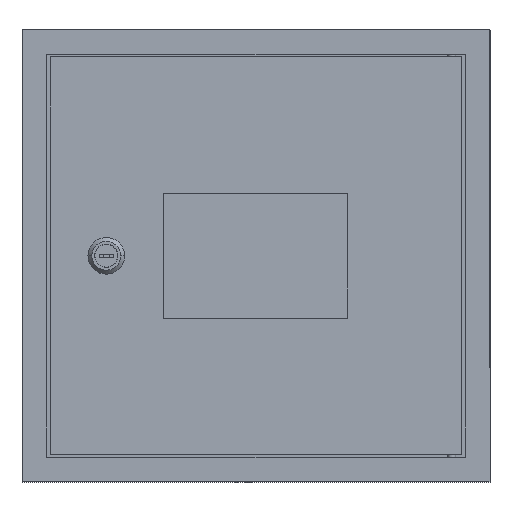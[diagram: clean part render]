
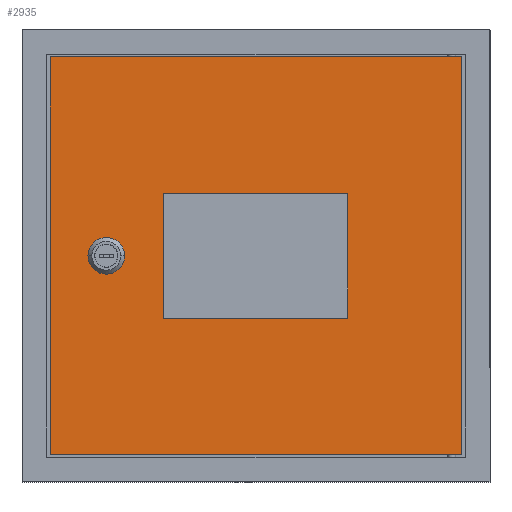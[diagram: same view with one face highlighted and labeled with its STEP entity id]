
A CAD part, top view. The second image highlights one B-rep face of the part: STEP entity #2935.
In plain terms, the highlighted planar face has unit normal (0, 0, 1).
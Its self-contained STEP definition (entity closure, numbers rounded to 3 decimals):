
#66 = CIRCLE ( 'NONE', #2010, 7.5 ) ;
#113 = VECTOR ( 'NONE', #1206, 1000. ) ;
#124 = FACE_BOUND ( 'NONE', #9415, .T. ) ;
#145 = EDGE_CURVE ( 'NONE', #2292, #938, #66, .T. ) ;
#349 = ORIENTED_EDGE ( 'NONE', *, *, #6184, .T. ) ;
#683 = EDGE_CURVE ( 'NONE', #938, #2292, #2506, .T. ) ;
#781 = LINE ( 'NONE', #1177, #113 ) ;
#938 = VERTEX_POINT ( 'NONE', #4739 ) ;
#988 = VECTOR ( 'NONE', #3917, 1000. ) ;
#1019 = CARTESIAN_POINT ( 'NONE',  ( 95.75, 0., 1. ) ) ;
#1134 = CARTESIAN_POINT ( 'NONE',  ( 59., -40., 1. ) ) ;
#1177 = CARTESIAN_POINT ( 'NONE',  ( -59., -40., 1. ) ) ;
#1206 = DIRECTION ( 'NONE',  ( 1., 0., 0. ) ) ;
#1211 = CARTESIAN_POINT ( 'NONE',  ( 59., 40., 1. ) ) ;
#1266 = VERTEX_POINT ( 'NONE', #9301 ) ;
#1380 = FACE_OUTER_BOUND ( 'NONE', #7041, .T. ) ;
#1411 = DIRECTION ( 'NONE',  ( -1., 0., 0. ) ) ;
#1554 = EDGE_CURVE ( 'NONE', #1266, #5633, #4470, .T. ) ;
#1708 = ORIENTED_EDGE ( 'NONE', *, *, #1554, .T. ) ;
#1816 = ORIENTED_EDGE ( 'NONE', *, *, #9131, .F. ) ;
#1967 = CARTESIAN_POINT ( 'NONE',  ( 131.75, 127.5, 1. ) ) ;
#2010 = AXIS2_PLACEMENT_3D ( 'NONE', #1019, #6148, #4738 ) ;
#2121 = CARTESIAN_POINT ( 'NONE',  ( 0., 0., 1. ) ) ;
#2155 = DIRECTION ( 'NONE',  ( 1., 0., 0. ) ) ;
#2292 = VERTEX_POINT ( 'NONE', #5443 ) ;
#2319 = CARTESIAN_POINT ( 'NONE',  ( 95.75, 0., 1. ) ) ;
#2506 = CIRCLE ( 'NONE', #5210, 7.5 ) ;
#2579 = EDGE_LOOP ( 'NONE', ( #5950, #4818 ) ) ;
#2612 = ORIENTED_EDGE ( 'NONE', *, *, #3591, .T. ) ;
#2858 = VECTOR ( 'NONE', #8217, 1000. ) ;
#2881 = ORIENTED_EDGE ( 'NONE', *, *, #7138, .T. ) ;
#2935 = ADVANCED_FACE ( 'NONE', ( #7062, #1380, #124 ), #5855, .T. ) ;
#3002 = CARTESIAN_POINT ( 'NONE',  ( 131.75, 127.5, 1. ) ) ;
#3062 = DIRECTION ( 'NONE',  ( 0., 0., 1. ) ) ;
#3433 = DIRECTION ( 'NONE',  ( 0., 1., 0. ) ) ;
#3493 = CARTESIAN_POINT ( 'NONE',  ( -59., 40., 1. ) ) ;
#3591 = EDGE_CURVE ( 'NONE', #5633, #5730, #6206, .T. ) ;
#3689 = DIRECTION ( 'NONE',  ( 1., 0., 0. ) ) ;
#3745 = VERTEX_POINT ( 'NONE', #6152 ) ;
#3917 = DIRECTION ( 'NONE',  ( 0., -1., 0. ) ) ;
#3951 = LINE ( 'NONE', #1211, #4752 ) ;
#4355 = VECTOR ( 'NONE', #3689, 1000. ) ;
#4433 = ORIENTED_EDGE ( 'NONE', *, *, #9070, .F. ) ;
#4470 = LINE ( 'NONE', #5121, #4355 ) ;
#4738 = DIRECTION ( 'NONE',  ( 1., 0., 0. ) ) ;
#4739 = CARTESIAN_POINT ( 'NONE',  ( 88.25, 0., 1. ) ) ;
#4752 = VECTOR ( 'NONE', #3433, 1000. ) ;
#4818 = ORIENTED_EDGE ( 'NONE', *, *, #683, .F. ) ;
#4841 = CARTESIAN_POINT ( 'NONE',  ( -59., -40., 1. ) ) ;
#5074 = CARTESIAN_POINT ( 'NONE',  ( -59., 40., 1. ) ) ;
#5121 = CARTESIAN_POINT ( 'NONE',  ( -131.75, -127.5, 1. ) ) ;
#5210 = AXIS2_PLACEMENT_3D ( 'NONE', #2319, #3062, #6909 ) ;
#5252 = CARTESIAN_POINT ( 'NONE',  ( -59., 40., 1. ) ) ;
#5443 = CARTESIAN_POINT ( 'NONE',  ( 103.25, 0., 1. ) ) ;
#5588 = VERTEX_POINT ( 'NONE', #1134 ) ;
#5633 = VERTEX_POINT ( 'NONE', #7837 ) ;
#5730 = VERTEX_POINT ( 'NONE', #1967 ) ;
#5826 = EDGE_CURVE ( 'NONE', #9341, #8672, #6112, .T. ) ;
#5855 = PLANE ( 'NONE',  #7032 ) ;
#5892 = VECTOR ( 'NONE', #8939, 1000. ) ;
#5950 = ORIENTED_EDGE ( 'NONE', *, *, #145, .F. ) ;
#6007 = CARTESIAN_POINT ( 'NONE',  ( 59., 40., 1. ) ) ;
#6067 = CARTESIAN_POINT ( 'NONE',  ( -131.75, 127.5, 1. ) ) ;
#6112 = LINE ( 'NONE', #5074, #5892 ) ;
#6148 = DIRECTION ( 'NONE',  ( 0., 0., 1. ) ) ;
#6152 = CARTESIAN_POINT ( 'NONE',  ( -131.75, 127.5, 1. ) ) ;
#6184 = EDGE_CURVE ( 'NONE', #5730, #3745, #6813, .T. ) ;
#6206 = LINE ( 'NONE', #3002, #2858 ) ;
#6372 = DIRECTION ( 'NONE',  ( 0., -1., 0. ) ) ;
#6408 = ORIENTED_EDGE ( 'NONE', *, *, #5826, .F. ) ;
#6578 = CARTESIAN_POINT ( 'NONE',  ( -131.75, 127.5, 1. ) ) ;
#6604 = VERTEX_POINT ( 'NONE', #4841 ) ;
#6813 = LINE ( 'NONE', #6578, #7507 ) ;
#6909 = DIRECTION ( 'NONE',  ( 1., 0., 0. ) ) ;
#7032 = AXIS2_PLACEMENT_3D ( 'NONE', #2121, #7225, #2155 ) ;
#7041 = EDGE_LOOP ( 'NONE', ( #2881, #1708, #2612, #349 ) ) ;
#7062 = FACE_BOUND ( 'NONE', #2579, .T. ) ;
#7138 = EDGE_CURVE ( 'NONE', #3745, #1266, #8524, .T. ) ;
#7225 = DIRECTION ( 'NONE',  ( 0., 0., 1. ) ) ;
#7388 = LINE ( 'NONE', #3493, #8206 ) ;
#7507 = VECTOR ( 'NONE', #1411, 1000. ) ;
#7626 = ORIENTED_EDGE ( 'NONE', *, *, #7769, .F. ) ;
#7769 = EDGE_CURVE ( 'NONE', #5588, #9341, #3951, .T. ) ;
#7837 = CARTESIAN_POINT ( 'NONE',  ( 131.75, -127.5, 1. ) ) ;
#8206 = VECTOR ( 'NONE', #6372, 1000. ) ;
#8217 = DIRECTION ( 'NONE',  ( 0., 1., 0. ) ) ;
#8524 = LINE ( 'NONE', #6067, #988 ) ;
#8672 = VERTEX_POINT ( 'NONE', #5252 ) ;
#8939 = DIRECTION ( 'NONE',  ( -1., 0., 0. ) ) ;
#9070 = EDGE_CURVE ( 'NONE', #8672, #6604, #7388, .T. ) ;
#9131 = EDGE_CURVE ( 'NONE', #6604, #5588, #781, .T. ) ;
#9301 = CARTESIAN_POINT ( 'NONE',  ( -131.75, -127.5, 1. ) ) ;
#9341 = VERTEX_POINT ( 'NONE', #6007 ) ;
#9415 = EDGE_LOOP ( 'NONE', ( #1816, #4433, #6408, #7626 ) ) ;
